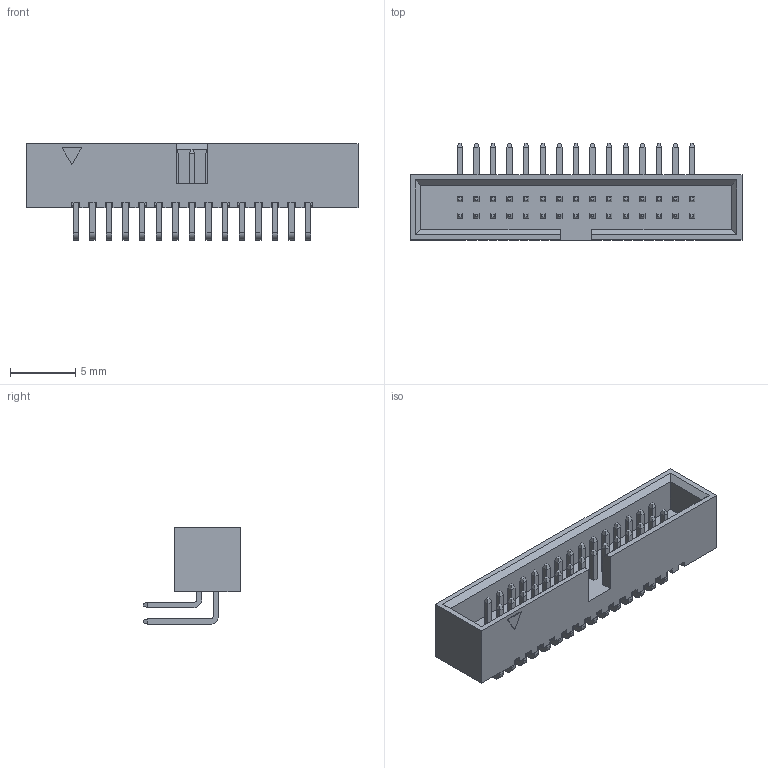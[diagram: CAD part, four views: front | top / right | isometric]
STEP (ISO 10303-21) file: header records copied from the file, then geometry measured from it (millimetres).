
FILE_DESCRIPTION(/* description */ ('Unknown'),/* implementation_level */ '2;1');
FILE_NAME(/* name */ '62703021721',/* time_stamp */ '2020-05-28T16:40:06+02:00',/* author */ ('Unknown'),/* organization */ ('Unknown'),/* preprocessor_version */ 'ST-DEVELOPER v16.7',/* originating_system */ 'DEX',/* authorisation */ $);
FILE_SCHEMA (('AUTOMOTIVE_DESIGN {1 0 10303 214 3 1 1}'));
Length unit declared in the file: millimetre
Products named in the file (4): 6270xx21721; 62703020621; 6270xx21721_Pin longue; 6270xx21721_Pin Courte
Assembly tree (31 placements, depth 2):
  6270xx21721
    62703020621
    6270xx21721_Pin longue  x15
    6270xx21721_Pin Courte  x15
Bounding box: 25.4 x 7.46 x 7.37 mm (x, y, z)
Volume: 397.3 mm3; surface area: 1321.7 mm2
Topology: 31 solids, 31 shells, 893 faces, 2276 edges, 1416 vertices
Faces by surface type: plane 833, cylinder 60
Entity records: 15568 total; most frequent: CARTESIAN_POINT 2321, ORIENTED_EDGE 2312, DIRECTION 2006, EDGE_CURVE 1156, LINE 1148, VECTOR 1148, VERTEX_POINT 744, AXIS2_PLACEMENT_3D 429
